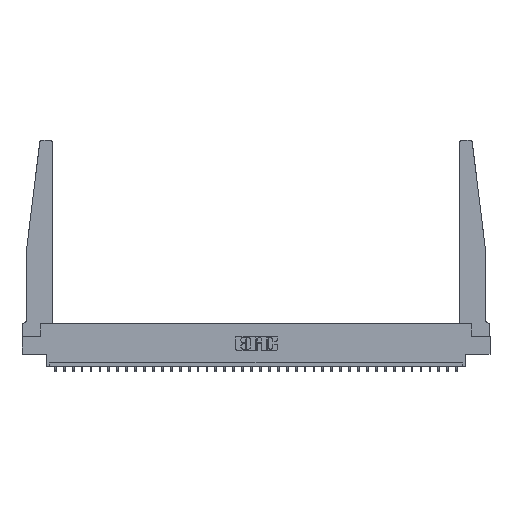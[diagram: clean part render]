
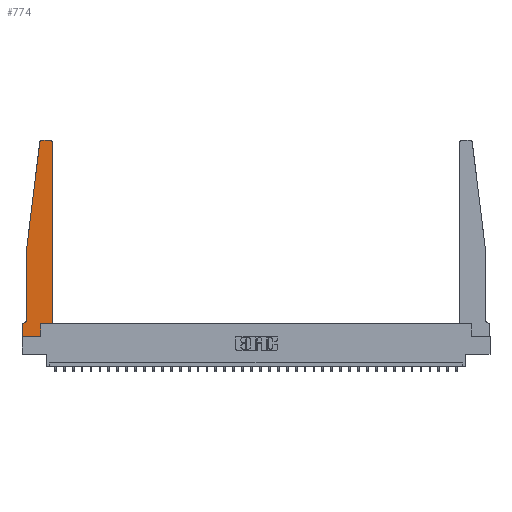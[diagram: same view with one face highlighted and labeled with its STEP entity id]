
A CAD part, top view. The second image highlights one B-rep face of the part: STEP entity #774.
In plain terms, the highlighted planar face has unit normal (0, 0, 1).
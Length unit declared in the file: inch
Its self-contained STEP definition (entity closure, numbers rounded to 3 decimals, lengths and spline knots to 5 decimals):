
#417 = CARTESIAN_POINT ( 'NONE',  ( 0.065, 0.2375, 0.37 ) ) ;
#428 = AXIS2_PLACEMENT_3D ( 'NONE', #11871, #22161, #6856 ) ;
#562 = LINE ( 'NONE', #21779, #27689 ) ;
#603 = DIRECTION ( 'NONE',  ( -0.122, -0.992, 0. ) ) ;
#774 = ADVANCED_FACE ( 'NONE', ( #30410 ), #16975, .T. ) ;
#783 = CARTESIAN_POINT ( 'NONE',  ( 0.425, 0.18, 0.37 ) ) ;
#1560 = DIRECTION ( 'NONE',  ( 1., 0., 0. ) ) ;
#1862 = ORIENTED_EDGE ( 'NONE', *, *, #16655, .T. ) ;
#1886 = EDGE_LOOP ( 'NONE', ( #19504, #8794, #21431, #32654, #28397, #13242, #6694, #11786, #19536, #32404, #8098, #1862 ) ) ;
#2845 = DIRECTION ( 'NONE',  ( -1., 0., 0. ) ) ;
#3389 = VERTEX_POINT ( 'NONE', #17480 ) ;
#3870 = CARTESIAN_POINT ( 'NONE',  ( 0., 0., 0.37 ) ) ;
#4755 = EDGE_CURVE ( 'NONE', #17367, #18248, #25184, .T. ) ;
#4928 = CARTESIAN_POINT ( 'NONE',  ( 0.065, 1.25, 0.37 ) ) ;
#5428 = VERTEX_POINT ( 'NONE', #18474 ) ;
#5612 = VECTOR ( 'NONE', #32779, 39.37008 ) ;
#5922 = VECTOR ( 'NONE', #21476, 39.37008 ) ;
#6181 = CARTESIAN_POINT ( 'NONE',  ( 0.25, 2.75, 0.37 ) ) ;
#6580 = LINE ( 'NONE', #7351, #20966 ) ;
#6694 = ORIENTED_EDGE ( 'NONE', *, *, #4755, .T. ) ;
#6856 = DIRECTION ( 'NONE',  ( 1., 0., 0. ) ) ;
#7188 = DIRECTION ( 'NONE',  ( 0., -1., 0. ) ) ;
#7351 = CARTESIAN_POINT ( 'NONE',  ( 0.425, 0.18, 0.37 ) ) ;
#7813 = CARTESIAN_POINT ( 'NONE',  ( 0., 0.1875, 0.37 ) ) ;
#8098 = ORIENTED_EDGE ( 'NONE', *, *, #25206, .T. ) ;
#8364 = VECTOR ( 'NONE', #10759, 39.37008 ) ;
#8794 = ORIENTED_EDGE ( 'NONE', *, *, #16455, .T. ) ;
#9167 = EDGE_CURVE ( 'NONE', #31730, #28073, #14919, .T. ) ;
#9430 = CARTESIAN_POINT ( 'NONE',  ( 0.2605, 0., 0.37 ) ) ;
#9663 = EDGE_CURVE ( 'NONE', #18248, #21649, #562, .T. ) ;
#9680 = CARTESIAN_POINT ( 'NONE',  ( 0.015, 0.2375, 0.37 ) ) ;
#9965 = CARTESIAN_POINT ( 'NONE',  ( 0., 0., 0.37 ) ) ;
#10336 = DIRECTION ( 'NONE',  ( 0., 0., 1. ) ) ;
#10584 = LINE ( 'NONE', #783, #21754 ) ;
#10759 = DIRECTION ( 'NONE',  ( 0., 1., 0. ) ) ;
#10799 = CARTESIAN_POINT ( 'NONE',  ( 0.015, 0.1875, 0.37 ) ) ;
#10926 = EDGE_CURVE ( 'NONE', #5428, #3389, #19508, .T. ) ;
#11484 = EDGE_CURVE ( 'NONE', #16367, #31730, #23860, .T. ) ;
#11786 = ORIENTED_EDGE ( 'NONE', *, *, #9663, .T. ) ;
#11871 = CARTESIAN_POINT ( 'NONE',  ( 0., 0.1875, 0.37 ) ) ;
#12008 = AXIS2_PLACEMENT_3D ( 'NONE', #32056, #16763, #1560 ) ;
#12219 = DIRECTION ( 'NONE',  ( -1., 0., 0. ) ) ;
#13066 = AXIS2_PLACEMENT_3D ( 'NONE', #25620, #10336, #28180 ) ;
#13242 = ORIENTED_EDGE ( 'NONE', *, *, #29410, .T. ) ;
#14151 = DIRECTION ( 'NONE',  ( 1., 0., 0. ) ) ;
#14919 = LINE ( 'NONE', #22600, #20940 ) ;
#15439 = VECTOR ( 'NONE', #2845, 39.37008 ) ;
#15458 = CIRCLE ( 'NONE', #27040, 0.05 ) ;
#15809 = VERTEX_POINT ( 'NONE', #29030 ) ;
#16011 = CARTESIAN_POINT ( 'NONE',  ( 0.425, 2.72, 0.37 ) ) ;
#16367 = VERTEX_POINT ( 'NONE', #19045 ) ;
#16455 = EDGE_CURVE ( 'NONE', #3389, #16367, #29952, .T. ) ;
#16655 = EDGE_CURVE ( 'NONE', #32910, #5428, #31911, .T. ) ;
#16763 = DIRECTION ( 'NONE',  ( 0., 0., 1. ) ) ;
#16772 = EDGE_CURVE ( 'NONE', #21649, #22885, #21956, .T. ) ;
#16975 = PLANE ( 'NONE',  #428 ) ;
#17026 = VECTOR ( 'NONE', #603, 39.37008 ) ;
#17367 = VERTEX_POINT ( 'NONE', #7813 ) ;
#17480 = CARTESIAN_POINT ( 'NONE',  ( 0.27653, 2.75, 0.37 ) ) ;
#18248 = VERTEX_POINT ( 'NONE', #3870 ) ;
#18383 = EDGE_CURVE ( 'NONE', #28073, #27506, #15458, .T. ) ;
#18474 = CARTESIAN_POINT ( 'NONE',  ( 0.395, 2.75, 0.37 ) ) ;
#19045 = CARTESIAN_POINT ( 'NONE',  ( 0.24675, 2.72367, 0.37 ) ) ;
#19504 = ORIENTED_EDGE ( 'NONE', *, *, #10926, .T. ) ;
#19508 = LINE ( 'NONE', #6181, #5922 ) ;
#19536 = ORIENTED_EDGE ( 'NONE', *, *, #16772, .T. ) ;
#19974 = EDGE_CURVE ( 'NONE', #22885, #15809, #10584, .T. ) ;
#20711 = CARTESIAN_POINT ( 'NONE',  ( 0.065, 0.1875, 0.37 ) ) ;
#20940 = VECTOR ( 'NONE', #7188, 39.37008 ) ;
#20966 = VECTOR ( 'NONE', #25220, 39.37008 ) ;
#21080 = DIRECTION ( 'NONE',  ( 1., 0., 0. ) ) ;
#21431 = ORIENTED_EDGE ( 'NONE', *, *, #11484, .T. ) ;
#21476 = DIRECTION ( 'NONE',  ( -1., 0., 0. ) ) ;
#21649 = VERTEX_POINT ( 'NONE', #9430 ) ;
#21754 = VECTOR ( 'NONE', #21080, 39.37008 ) ;
#21779 = CARTESIAN_POINT ( 'NONE',  ( 0., 0., 0.37 ) ) ;
#21956 = LINE ( 'NONE', #31071, #8364 ) ;
#22161 = DIRECTION ( 'NONE',  ( 0., 0., 1. ) ) ;
#22600 = CARTESIAN_POINT ( 'NONE',  ( 0.065, 1.25, 0.37 ) ) ;
#22885 = VERTEX_POINT ( 'NONE', #26863 ) ;
#23563 = CARTESIAN_POINT ( 'NONE',  ( 0.065, 1.25, 0.37 ) ) ;
#23860 = LINE ( 'NONE', #23563, #17026 ) ;
#25184 = LINE ( 'NONE', #9965, #5612 ) ;
#25206 = EDGE_CURVE ( 'NONE', #15809, #32910, #6580, .T. ) ;
#25220 = DIRECTION ( 'NONE',  ( 0., 1., 0. ) ) ;
#25620 = CARTESIAN_POINT ( 'NONE',  ( 0.395, 2.72, 0.37 ) ) ;
#26863 = CARTESIAN_POINT ( 'NONE',  ( 0.2605, 0.18, 0.37 ) ) ;
#27040 = AXIS2_PLACEMENT_3D ( 'NONE', #9680, #27524, #12219 ) ;
#27506 = VERTEX_POINT ( 'NONE', #10799 ) ;
#27524 = DIRECTION ( 'NONE',  ( 0., 0., -1. ) ) ;
#27689 = VECTOR ( 'NONE', #14151, 39.37008 ) ;
#28073 = VERTEX_POINT ( 'NONE', #417 ) ;
#28180 = DIRECTION ( 'NONE',  ( 1., 0., 0. ) ) ;
#28397 = ORIENTED_EDGE ( 'NONE', *, *, #18383, .T. ) ;
#29030 = CARTESIAN_POINT ( 'NONE',  ( 0.425, 0.18, 0.37 ) ) ;
#29410 = EDGE_CURVE ( 'NONE', #27506, #17367, #30652, .T. ) ;
#29952 = CIRCLE ( 'NONE', #12008, 0.03 ) ;
#30410 = FACE_OUTER_BOUND ( 'NONE', #1886, .T. ) ;
#30652 = LINE ( 'NONE', #20711, #15439 ) ;
#31071 = CARTESIAN_POINT ( 'NONE',  ( 0.2605, 0.18, 0.37 ) ) ;
#31730 = VERTEX_POINT ( 'NONE', #4928 ) ;
#31911 = CIRCLE ( 'NONE', #13066, 0.03 ) ;
#32056 = CARTESIAN_POINT ( 'NONE',  ( 0.27653, 2.72, 0.37 ) ) ;
#32404 = ORIENTED_EDGE ( 'NONE', *, *, #19974, .T. ) ;
#32654 = ORIENTED_EDGE ( 'NONE', *, *, #9167, .T. ) ;
#32779 = DIRECTION ( 'NONE',  ( 0., -1., 0. ) ) ;
#32910 = VERTEX_POINT ( 'NONE', #16011 ) ;
